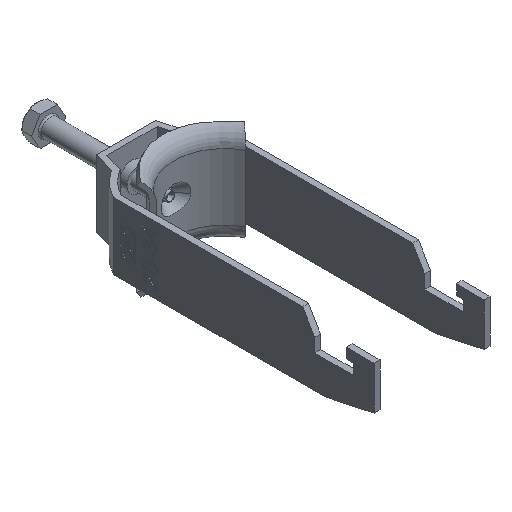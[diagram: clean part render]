
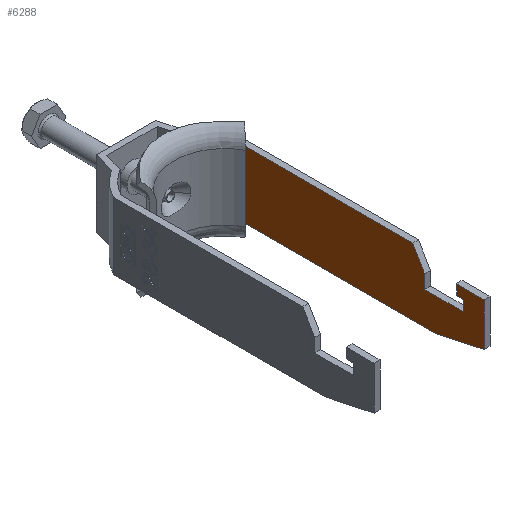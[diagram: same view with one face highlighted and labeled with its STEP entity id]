
A CAD part, isometric view. The second image highlights one B-rep face of the part: STEP entity #6288.
In plain terms, the highlighted planar face has unit normal (-1, 0, 0).
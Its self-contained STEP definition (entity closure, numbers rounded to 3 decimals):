
#57 = CARTESIAN_POINT ( 'NONE',  ( 17.5, -78.959, 11.25 ) ) ;
#61 = DIRECTION ( 'NONE',  ( 0., 1., 0. ) ) ;
#83 = EDGE_LOOP ( 'NONE', ( #2504, #3131, #5238, #2905, #1627, #1556, #10697, #5947, #6953, #9308, #3696, #4569 ) ) ;
#137 = LINE ( 'NONE', #6996, #4084 ) ;
#193 = CARTESIAN_POINT ( 'NONE',  ( 17.5, -93.6, 6.75 ) ) ;
#364 = FACE_OUTER_BOUND ( 'NONE', #83, .T. ) ;
#404 = VECTOR ( 'NONE', #6908, 1000. ) ;
#441 = CARTESIAN_POINT ( 'NONE',  ( 17.5, -86.642, -11.25 ) ) ;
#692 = VERTEX_POINT ( 'NONE', #3519 ) ;
#1126 = DIRECTION ( 'NONE',  ( -1., 0., 0. ) ) ;
#1179 = VERTEX_POINT ( 'NONE', #57 ) ;
#1201 = VECTOR ( 'NONE', #8221, 1000. ) ;
#1556 = ORIENTED_EDGE ( 'NONE', *, *, #9658, .T. ) ;
#1627 = ORIENTED_EDGE ( 'NONE', *, *, #6694, .T. ) ;
#1842 = EDGE_CURVE ( 'NONE', #1179, #9369, #11987, .T. ) ;
#2290 = CARTESIAN_POINT ( 'NONE',  ( 17.5, -15.818, -11.25 ) ) ;
#2354 = CARTESIAN_POINT ( 'NONE',  ( 17.5, -142., -11.25 ) ) ;
#2470 = CARTESIAN_POINT ( 'NONE',  ( 17.5, -103., 6.75 ) ) ;
#2504 = ORIENTED_EDGE ( 'NONE', *, *, #3319, .F. ) ;
#2755 = DIRECTION ( 'NONE',  ( 0., 0., 1. ) ) ;
#2862 = DIRECTION ( 'NONE',  ( 0., 1., 0. ) ) ;
#2864 = VECTOR ( 'NONE', #11521, 1000. ) ;
#2874 = LINE ( 'NONE', #4947, #10628 ) ;
#2905 = ORIENTED_EDGE ( 'NONE', *, *, #7265, .T. ) ;
#2935 = VECTOR ( 'NONE', #8382, 1000. ) ;
#3031 = CARTESIAN_POINT ( 'NONE',  ( 17.5, -104.462, -32.923 ) ) ;
#3131 = ORIENTED_EDGE ( 'NONE', *, *, #5408, .T. ) ;
#3277 = CARTESIAN_POINT ( 'NONE',  ( 17.5, -142., 11.25 ) ) ;
#3319 = EDGE_CURVE ( 'NONE', #9738, #5194, #2874, .T. ) ;
#3519 = CARTESIAN_POINT ( 'NONE',  ( 17.5, -83., -0.25 ) ) ;
#3696 = ORIENTED_EDGE ( 'NONE', *, *, #1842, .T. ) ;
#3809 = CARTESIAN_POINT ( 'NONE',  ( 17.5, -139.607, 0.008 ) ) ;
#3867 = VERTEX_POINT ( 'NONE', #6775 ) ;
#3873 = LINE ( 'NONE', #3809, #8685 ) ;
#4084 = VECTOR ( 'NONE', #10913, 1000. ) ;
#4509 = AXIS2_PLACEMENT_3D ( 'NONE', #2354, #1126, #5066 ) ;
#4531 = LINE ( 'NONE', #10668, #11325 ) ;
#4537 = EDGE_CURVE ( 'NONE', #8912, #4901, #11601, .T. ) ;
#4569 = ORIENTED_EDGE ( 'NONE', *, *, #11387, .F. ) ;
#4771 = DIRECTION ( 'NONE',  ( 0., 0., -1. ) ) ;
#4901 = VERTEX_POINT ( 'NONE', #2470 ) ;
#4941 = EDGE_CURVE ( 'NONE', #3867, #9772, #4531, .T. ) ;
#4947 = CARTESIAN_POINT ( 'NONE',  ( 17.5, -142., -11.25 ) ) ;
#5046 = LINE ( 'NONE', #3031, #6957 ) ;
#5066 = DIRECTION ( 'NONE',  ( 0., 1., 0. ) ) ;
#5194 = VERTEX_POINT ( 'NONE', #2290 ) ;
#5238 = ORIENTED_EDGE ( 'NONE', *, *, #4537, .T. ) ;
#5408 = EDGE_CURVE ( 'NONE', #9738, #8912, #3873, .T. ) ;
#5760 = VECTOR ( 'NONE', #2862, 1000. ) ;
#5902 = LINE ( 'NONE', #11647, #5760 ) ;
#5947 = ORIENTED_EDGE ( 'NONE', *, *, #7329, .T. ) ;
#6114 = CARTESIAN_POINT ( 'NONE',  ( 17.5, -93.906, 3.25 ) ) ;
#6288 = ADVANCED_FACE ( 'NONE', ( #364 ), #11139, .T. ) ;
#6299 = CARTESIAN_POINT ( 'NONE',  ( 17.5, -15.818, -11.25 ) ) ;
#6635 = VERTEX_POINT ( 'NONE', #7789 ) ;
#6694 = EDGE_CURVE ( 'NONE', #8695, #10531, #8110, .T. ) ;
#6775 = CARTESIAN_POINT ( 'NONE',  ( 17.5, -96., 3.25 ) ) ;
#6908 = DIRECTION ( 'NONE',  ( 0., -0.087, -0.996 ) ) ;
#6953 = ORIENTED_EDGE ( 'NONE', *, *, #11040, .T. ) ;
#6957 = VECTOR ( 'NONE', #7784, 1000. ) ;
#6996 = CARTESIAN_POINT ( 'NONE',  ( 17.5, -142., 3.25 ) ) ;
#7231 = CARTESIAN_POINT ( 'NONE',  ( 17.5, -83., -11.25 ) ) ;
#7249 = LINE ( 'NONE', #6299, #11141 ) ;
#7265 = EDGE_CURVE ( 'NONE', #4901, #8695, #12476, .T. ) ;
#7329 = EDGE_CURVE ( 'NONE', #9772, #692, #5902, .T. ) ;
#7713 = DIRECTION ( 'NONE',  ( 0., -0.978, 0.208 ) ) ;
#7784 = DIRECTION ( 'NONE',  ( 0., 0.5, 0.866 ) ) ;
#7789 = CARTESIAN_POINT ( 'NONE',  ( 17.5, -83., 4.25 ) ) ;
#7856 = CARTESIAN_POINT ( 'NONE',  ( 17.5, -142., 6.75 ) ) ;
#8110 = LINE ( 'NONE', #12013, #404 ) ;
#8221 = DIRECTION ( 'NONE',  ( 0., 1., 0. ) ) ;
#8382 = DIRECTION ( 'NONE',  ( 0., 0., 1. ) ) ;
#8685 = VECTOR ( 'NONE', #7713, 1000. ) ;
#8695 = VERTEX_POINT ( 'NONE', #193 ) ;
#8912 = VERTEX_POINT ( 'NONE', #10185 ) ;
#9308 = ORIENTED_EDGE ( 'NONE', *, *, #10256, .T. ) ;
#9369 = VERTEX_POINT ( 'NONE', #11047 ) ;
#9658 = EDGE_CURVE ( 'NONE', #10531, #3867, #137, .T. ) ;
#9738 = VERTEX_POINT ( 'NONE', #441 ) ;
#9772 = VERTEX_POINT ( 'NONE', #11403 ) ;
#10185 = CARTESIAN_POINT ( 'NONE',  ( 17.5, -103., -7.773 ) ) ;
#10256 = EDGE_CURVE ( 'NONE', #6635, #1179, #5046, .T. ) ;
#10531 = VERTEX_POINT ( 'NONE', #6114 ) ;
#10628 = VECTOR ( 'NONE', #61, 1000. ) ;
#10668 = CARTESIAN_POINT ( 'NONE',  ( 17.5, -96., -11.25 ) ) ;
#10697 = ORIENTED_EDGE ( 'NONE', *, *, #4941, .T. ) ;
#10913 = DIRECTION ( 'NONE',  ( 0., -1., 0. ) ) ;
#11040 = EDGE_CURVE ( 'NONE', #692, #6635, #11329, .T. ) ;
#11047 = CARTESIAN_POINT ( 'NONE',  ( 17.5, -15.818, 11.25 ) ) ;
#11139 = PLANE ( 'NONE',  #4509 ) ;
#11141 = VECTOR ( 'NONE', #12356, 1000. ) ;
#11325 = VECTOR ( 'NONE', #4771, 1000. ) ;
#11329 = LINE ( 'NONE', #7231, #2935 ) ;
#11387 = EDGE_CURVE ( 'NONE', #5194, #9369, #7249, .T. ) ;
#11403 = CARTESIAN_POINT ( 'NONE',  ( 17.5, -96., -0.25 ) ) ;
#11521 = DIRECTION ( 'NONE',  ( 0., 1., 0. ) ) ;
#11544 = CARTESIAN_POINT ( 'NONE',  ( 17.5, -103., -11.25 ) ) ;
#11601 = LINE ( 'NONE', #11544, #11811 ) ;
#11647 = CARTESIAN_POINT ( 'NONE',  ( 17.5, -142., -0.25 ) ) ;
#11811 = VECTOR ( 'NONE', #2755, 1000. ) ;
#11987 = LINE ( 'NONE', #3277, #1201 ) ;
#12013 = CARTESIAN_POINT ( 'NONE',  ( 17.5, -95.53, -15.316 ) ) ;
#12356 = DIRECTION ( 'NONE',  ( 0., 0., 1. ) ) ;
#12476 = LINE ( 'NONE', #7856, #2864 ) ;
